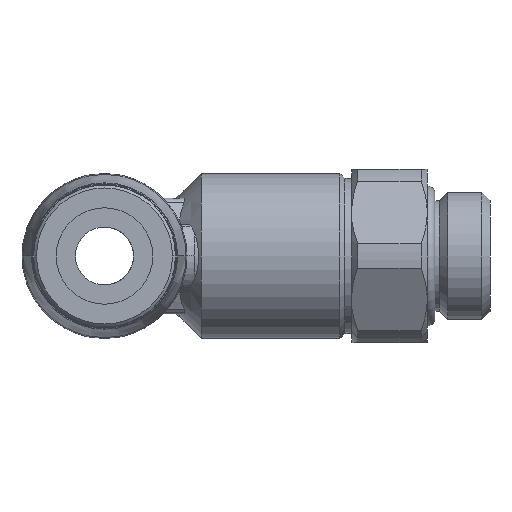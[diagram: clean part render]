
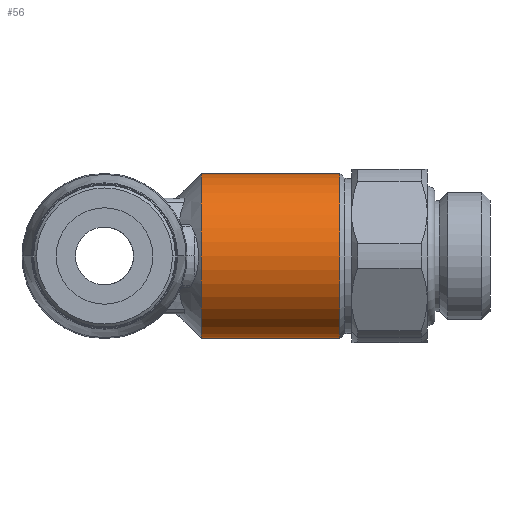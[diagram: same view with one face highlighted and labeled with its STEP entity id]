
A CAD part, left-side view. The second image highlights one B-rep face of the part: STEP entity #56.
In plain terms, the highlighted cylindrical face has radius 8.55 mm (diameter 17.1 mm), a partial arc.
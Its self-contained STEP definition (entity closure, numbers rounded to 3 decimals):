
#56=ADVANCED_FACE('',(#275),#276,.T.);
#275=FACE_OUTER_BOUND('',#706,.T.);
#276=CYLINDRICAL_SURFACE('',#707,8.55);
#706=EDGE_LOOP('',(#1221,#1222,#1223,#1224));
#707=AXIS2_PLACEMENT_3D('',#1225,#1226,#1227);
#1221=ORIENTED_EDGE('',*,*,#2894,.F.);
#1222=ORIENTED_EDGE('',*,*,#2895,.T.);
#1223=ORIENTED_EDGE('',*,*,#2896,.F.);
#1224=ORIENTED_EDGE('',*,*,#2897,.T.);
#1225=CARTESIAN_POINT('',(0.,-14.73,0.));
#1226=DIRECTION('',(0.,-1.0,0.));
#1227=DIRECTION('',(0.,0.,1.0));
#2894=EDGE_CURVE('',#3500,#3501,#3502,.T.);
#2895=EDGE_CURVE('',#3500,#3503,#3504,.T.);
#2896=EDGE_CURVE('',#3505,#3503,#3506,.T.);
#2897=EDGE_CURVE('',#3505,#3501,#3507,.T.);
#3500=VERTEX_POINT('',#4695);
#3501=VERTEX_POINT('',#4696);
#3502=LINE('',#4697,#4698);
#3503=VERTEX_POINT('',#4699);
#3504=CIRCLE('',#4700,8.55);
#3505=VERTEX_POINT('',#4701);
#3506=LINE('',#4702,#4703);
#3507=CIRCLE('',#4704,8.55);
#4695=CARTESIAN_POINT('',(0.,-10.05,8.55));
#4696=CARTESIAN_POINT('',(0.,-24.4,8.55));
#4697=CARTESIAN_POINT('',(0.,-14.73,8.55));
#4698=VECTOR('',#6939,1.0);
#4699=CARTESIAN_POINT('',(0.,-10.05,-8.55));
#4700=AXIS2_PLACEMENT_3D('',#6940,#6941,#6942);
#4701=CARTESIAN_POINT('',(0.,-24.4,-8.55));
#4702=CARTESIAN_POINT('',(0.,-14.73,-8.55));
#4703=VECTOR('',#6943,1.0);
#4704=AXIS2_PLACEMENT_3D('',#6944,#6945,#6946);
#6939=DIRECTION('',(0.,-1.0,0.));
#6940=CARTESIAN_POINT('',(0.,-10.05,0.));
#6941=DIRECTION('',(0.,-1.0,0.));
#6942=DIRECTION('',(0.,0.,1.0));
#6943=DIRECTION('',(0.,1.0,0.));
#6944=CARTESIAN_POINT('',(0.,-24.4,0.));
#6945=DIRECTION('',(0.,1.0,0.));
#6946=DIRECTION('',(0.,0.,-1.0));
